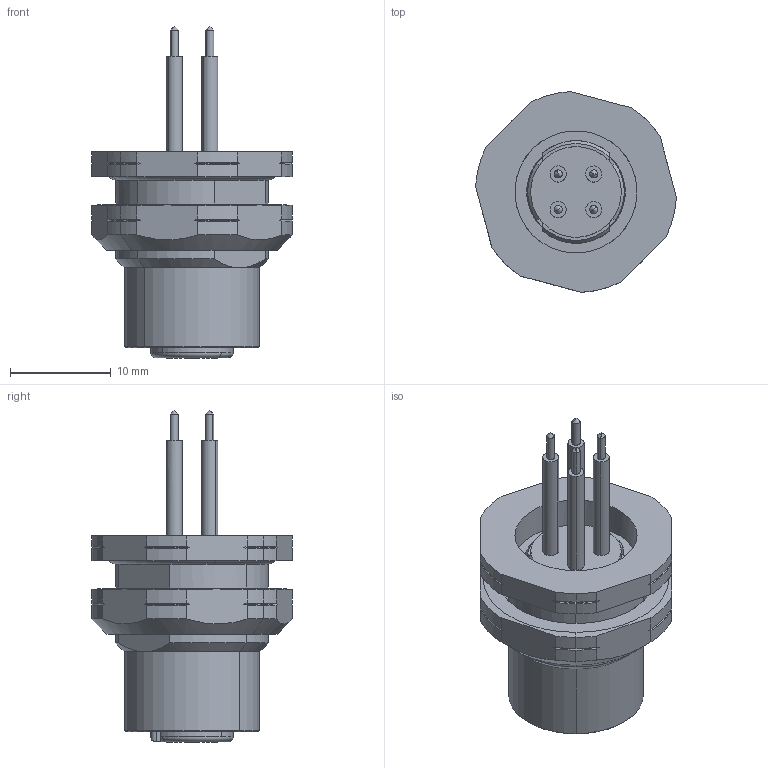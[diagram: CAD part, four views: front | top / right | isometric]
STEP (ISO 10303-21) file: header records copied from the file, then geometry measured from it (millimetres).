
FILE_DESCRIPTION(('CATIA V5R24 STEP','CAx-IF Rec.Pracs.--- Model Styling and Organization---1.2---2011-12-15'),'2;1');
FILE_NAME ('D1461966_0_2424510000_2424510000.stp','2017-05-02T05:59:42+00:00',('none'),('Weidmueller'),'CATIA Version 5-6 Release 2014 SP4 HF52','CATIA V5 STEP AP214','none');
FILE_SCHEMA(('AUTOMOTIVE_DESIGN { 1 0 10303 214 1 1 1 1 }'));
Length unit declared in the file: millimetre
Products named in the file (1): 2424510000
Bounding box: 19.97 x 19.97 x 33 mm (x, y, z)
Volume: 3417.3 mm3; surface area: 4549.1 mm2
Topology: 3 solids, 4 shells, 663 faces, 1839 edges, 1163 vertices
Faces by surface type: cylinder 256, plane 202, cone 108, bspline 61, torus 36
Entity records: 22257 total; most frequent: CARTESIAN_POINT 6723, ORIENTED_EDGE 3586, DIRECTION 2506, EDGE_CURVE 1793, AXIS2_PLACEMENT_3D 1195, VERTEX_POINT 1163, EDGE_LOOP 744, VECTOR 722
